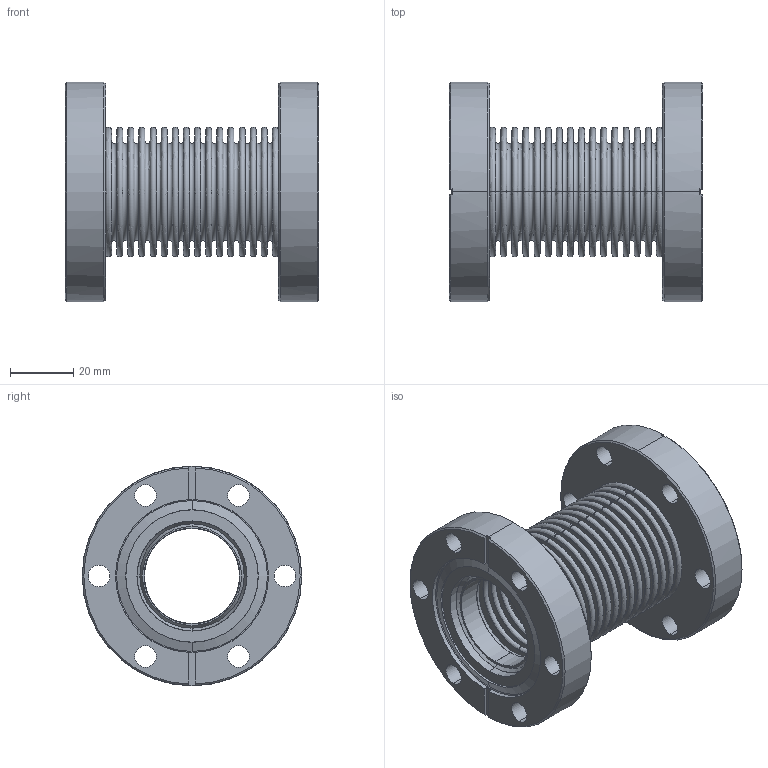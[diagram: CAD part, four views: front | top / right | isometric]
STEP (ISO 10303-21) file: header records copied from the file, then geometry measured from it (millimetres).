
FILE_DESCRIPTION( (''), '2;1');
FILE_NAME ('CAD716.6284.CF070_25849.stp','2017-05-12T14:09:04',(''),(''),'spGate 12.6.6','','');
FILE_SCHEMA (('AUTOMOTIVE_DESIGN'));
Length unit declared in the file: millimetre
Products named in the file (4): Assembly; CF70-1; CF70-2; CF70-3
Assembly tree (3 placements, depth 2):
  Assembly
    CF70-1
    CF70-2
    CF70-3
Bounding box: 80 x 69.3 x 69.3 mm (x, y, z)
Volume: 71102.2 mm3; surface area: 70761.2 mm2
Topology: 3 solids, 3 shells, 302 faces, 664 edges, 436 vertices
Faces by surface type: bspline 164, plane 90, cylinder 48
Entity records: 17340 total; most frequent: CARTESIAN_POINT 5646, ORIENTED_EDGE 1328, DIRECTION 1156, COLOUR_RGB 969, PRESENTATION_STYLE_ASSIGNMENT 969, STYLED_ITEM 969, EDGE_CURVE 664, DRAUGHTING_PRE_DEFINED_CURVE_FONT 664
